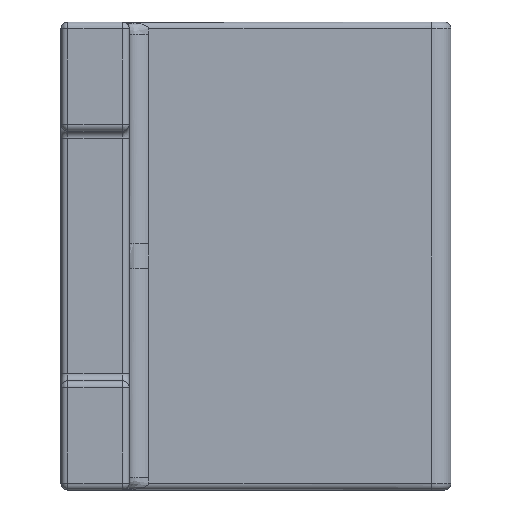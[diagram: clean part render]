
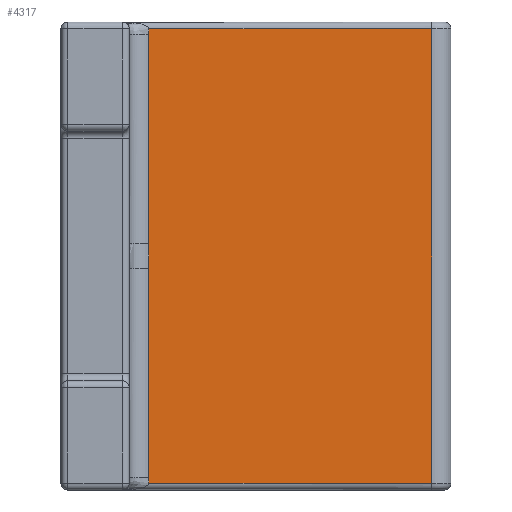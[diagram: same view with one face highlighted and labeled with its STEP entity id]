
A CAD part, left-side view. The second image highlights one B-rep face of the part: STEP entity #4317.
In plain terms, the highlighted planar face has unit normal (-1, 0, 0).
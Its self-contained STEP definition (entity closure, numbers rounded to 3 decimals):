
#167 = LINE ( 'NONE', #2896, #2811 ) ;
#238 = AXIS2_PLACEMENT_3D ( 'NONE', #3700, #624, #663 ) ;
#285 = ORIENTED_EDGE ( 'NONE', *, *, #905, .T. ) ;
#308 = VERTEX_POINT ( 'NONE', #1073 ) ;
#366 = ORIENTED_EDGE ( 'NONE', *, *, #3911, .T. ) ;
#376 = CARTESIAN_POINT ( 'NONE',  ( 2.895, 5.697, 0.63 ) ) ;
#386 = CARTESIAN_POINT ( 'NONE',  ( 2.895, 5.697, 23.463 ) ) ;
#395 = EDGE_CURVE ( 'NONE', #4236, #3639, #1419, .T. ) ;
#454 = DIRECTION ( 'NONE',  ( 0., 0., -1. ) ) ;
#570 = B_SPLINE_CURVE_WITH_KNOTS ( 'NONE', 3,
 ( #1903, #604, #3346, #1289, #965, #2328 ),
 .UNSPECIFIED., .F., .F.,
 ( 4, 2, 4 ),
 ( 0., 0.001, 0.001 ),
 .UNSPECIFIED. ) ;
#599 = DIRECTION ( 'NONE',  ( 0., -1., 0. ) ) ;
#604 = CARTESIAN_POINT ( 'NONE',  ( 2.895, 5.697, 12.427 ) ) ;
#624 = DIRECTION ( 'NONE',  ( 1., 0., 0. ) ) ;
#663 = DIRECTION ( 'NONE',  ( 0., 1., 0. ) ) ;
#905 = EDGE_CURVE ( 'NONE', #3280, #3307, #4254, .T. ) ;
#965 = CARTESIAN_POINT ( 'NONE',  ( 2.895, 5.697, 11.573 ) ) ;
#976 = CARTESIAN_POINT ( 'NONE',  ( 2.895, 5.697, 0.35 ) ) ;
#1038 = CARTESIAN_POINT ( 'NONE',  ( 2.895, 5.697, 0.443 ) ) ;
#1047 = ORIENTED_EDGE ( 'NONE', *, *, #1206, .T. ) ;
#1048 = CARTESIAN_POINT ( 'NONE',  ( 2.895, 5.697, 23.37 ) ) ;
#1056 = CARTESIAN_POINT ( 'NONE',  ( 2.895, 5.697, 0.537 ) ) ;
#1073 = CARTESIAN_POINT ( 'NONE',  ( 2.895, 5.697, 23.65 ) ) ;
#1094 = CARTESIAN_POINT ( 'NONE',  ( 2.895, 5.697, 0.63 ) ) ;
#1095 = CARTESIAN_POINT ( 'NONE',  ( 2.895, 5.697, 0.35 ) ) ;
#1126 = EDGE_CURVE ( 'NONE', #308, #2789, #3501, .T. ) ;
#1206 = EDGE_CURVE ( 'NONE', #2789, #3944, #167, .T. ) ;
#1213 = DIRECTION ( 'NONE',  ( 0., 1., 0. ) ) ;
#1289 = CARTESIAN_POINT ( 'NONE',  ( 2.895, 5.702, 11.787 ) ) ;
#1419 = LINE ( 'NONE', #1095, #4103 ) ;
#1516 = EDGE_CURVE ( 'NONE', #3944, #4236, #570, .T. ) ;
#1525 = CARTESIAN_POINT ( 'NONE',  ( 2.895, -8.803, 23.65 ) ) ;
#1547 = LINE ( 'NONE', #2931, #1595 ) ;
#1579 = ORIENTED_EDGE ( 'NONE', *, *, #1516, .T. ) ;
#1595 = VECTOR ( 'NONE', #1213, 1000. ) ;
#1657 = ORIENTED_EDGE ( 'NONE', *, *, #1126, .T. ) ;
#1702 = CARTESIAN_POINT ( 'NONE',  ( 2.895, 5.697, 23.65 ) ) ;
#1765 = CARTESIAN_POINT ( 'NONE',  ( 2.895, 5.697, 12.64 ) ) ;
#1778 = CARTESIAN_POINT ( 'NONE',  ( 2.895, -8.803, 24. ) ) ;
#1823 = EDGE_CURVE ( 'NONE', #3307, #308, #1547, .T. ) ;
#1903 = CARTESIAN_POINT ( 'NONE',  ( 2.895, 5.697, 12.64 ) ) ;
#1916 = ORIENTED_EDGE ( 'NONE', *, *, #2760, .T. ) ;
#1973 = CARTESIAN_POINT ( 'NONE',  ( 2.895, 5.697, 23.37 ) ) ;
#2328 = CARTESIAN_POINT ( 'NONE',  ( 2.895, 5.697, 11.36 ) ) ;
#2397 = FACE_OUTER_BOUND ( 'NONE', #4278, .T. ) ;
#2473 = DIRECTION ( 'NONE',  ( 0., 0., -1. ) ) ;
#2585 = CARTESIAN_POINT ( 'NONE',  ( 2.895, 5.697, 11.36 ) ) ;
#2605 = CARTESIAN_POINT ( 'NONE',  ( 2.895, -8.803, 0.35 ) ) ;
#2642 = VECTOR ( 'NONE', #599, 1000. ) ;
#2760 = EDGE_CURVE ( 'NONE', #3431, #3280, #3010, .T. ) ;
#2776 = CARTESIAN_POINT ( 'NONE',  ( 2.895, 5.697, 0.35 ) ) ;
#2789 = VERTEX_POINT ( 'NONE', #1973 ) ;
#2811 = VECTOR ( 'NONE', #454, 1000. ) ;
#2831 = DIRECTION ( 'NONE',  ( 0., 0., 1. ) ) ;
#2896 = CARTESIAN_POINT ( 'NONE',  ( 2.895, 5.697, 0.35 ) ) ;
#2929 = B_SPLINE_CURVE_WITH_KNOTS ( 'NONE', 3,
 ( #376, #1056, #1038, #2776 ),
 .UNSPECIFIED., .F., .F.,
 ( 4, 4 ),
 ( 0., 1. ),
 .UNSPECIFIED. ) ;
#2931 = CARTESIAN_POINT ( 'NONE',  ( 2.895, 6.697, 23.65 ) ) ;
#3010 = LINE ( 'NONE', #4417, #2642 ) ;
#3275 = ORIENTED_EDGE ( 'NONE', *, *, #1823, .T. ) ;
#3280 = VERTEX_POINT ( 'NONE', #2605 ) ;
#3307 = VERTEX_POINT ( 'NONE', #1525 ) ;
#3346 = CARTESIAN_POINT ( 'NONE',  ( 2.895, 5.702, 12.213 ) ) ;
#3374 = VECTOR ( 'NONE', #2831, 1000. ) ;
#3431 = VERTEX_POINT ( 'NONE', #976 ) ;
#3501 = B_SPLINE_CURVE_WITH_KNOTS ( 'NONE', 3,
 ( #1702, #3755, #386, #1048 ),
 .UNSPECIFIED., .F., .F.,
 ( 4, 4 ),
 ( 0., 1. ),
 .UNSPECIFIED. ) ;
#3639 = VERTEX_POINT ( 'NONE', #1094 ) ;
#3700 = CARTESIAN_POINT ( 'NONE',  ( 2.895, 6.697, 24. ) ) ;
#3755 = CARTESIAN_POINT ( 'NONE',  ( 2.895, 5.697, 23.557 ) ) ;
#3911 = EDGE_CURVE ( 'NONE', #3639, #3431, #2929, .T. ) ;
#3944 = VERTEX_POINT ( 'NONE', #1765 ) ;
#4046 = PLANE ( 'NONE',  #238 ) ;
#4103 = VECTOR ( 'NONE', #2473, 1000. ) ;
#4163 = ORIENTED_EDGE ( 'NONE', *, *, #395, .T. ) ;
#4236 = VERTEX_POINT ( 'NONE', #2585 ) ;
#4254 = LINE ( 'NONE', #1778, #3374 ) ;
#4278 = EDGE_LOOP ( 'NONE', ( #1916, #285, #3275, #1657, #1047, #1579, #4163, #366 ) ) ;
#4317 = ADVANCED_FACE ( 'NONE', ( #2397 ), #4046, .F. ) ;
#4417 = CARTESIAN_POINT ( 'NONE',  ( 2.895, -9.803, 0.35 ) ) ;
